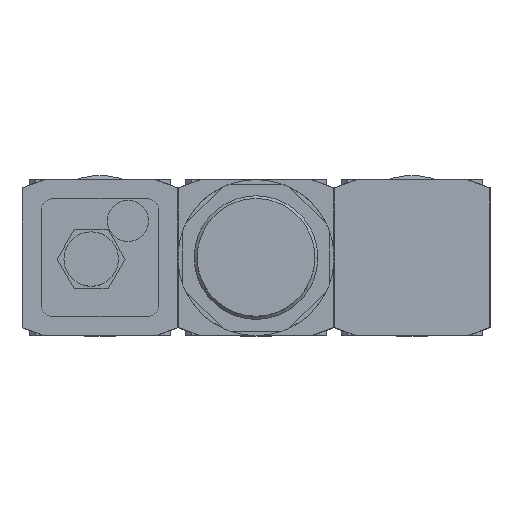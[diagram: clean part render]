
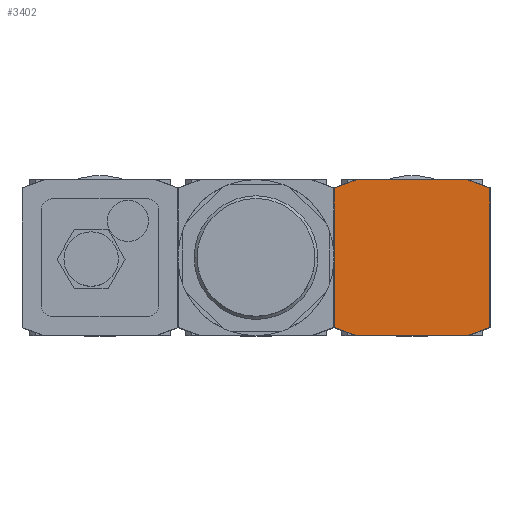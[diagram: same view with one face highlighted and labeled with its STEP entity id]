
A CAD part, top view. The second image highlights one B-rep face of the part: STEP entity #3402.
In plain terms, the highlighted planar face has unit normal (0, 0, 1).
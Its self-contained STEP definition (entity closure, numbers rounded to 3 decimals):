
#3331=CARTESIAN_POINT('',(0.,0.,49.));
#3332=DIRECTION('',(0.0,0.0,1.0));
#3333=DIRECTION('',(1.0,0.0,0.0));
#3334=AXIS2_PLACEMENT_3D('',#3331,#3332,#3333);
#3335=PLANE('',#3334);
#3336=CARTESIAN_POINT('',(-26.4,-23.7,49.));
#3337=VERTEX_POINT('',#3336);
#3338=CARTESIAN_POINT('',(-26.4,23.7,49.));
#3339=VERTEX_POINT('',#3338);
#3340=CARTESIAN_POINT('',(-26.4,-23.7,49.));
#3341=DIRECTION('',(0.0,1.0,0.0));
#3342=VECTOR('',#3341,47.4);
#3343=LINE('',#3340,#3342);
#3344=EDGE_CURVE('',#3337,#3339,#3343,.T.);
#3345=ORIENTED_EDGE('',*,*,#3344,.F.);
#3346=CARTESIAN_POINT('',(-18.982,-26.4,49.));
#3347=VERTEX_POINT('',#3346);
#3348=CARTESIAN_POINT('',(-18.982,-26.4,49.));
#3349=DIRECTION('',(-0.94,0.342,0.0));
#3350=VECTOR('',#3349,7.894);
#3351=LINE('',#3348,#3350);
#3352=EDGE_CURVE('',#3347,#3337,#3351,.T.);
#3353=ORIENTED_EDGE('',*,*,#3352,.F.);
#3354=CARTESIAN_POINT('',(18.982,-26.4,49.));
#3355=VERTEX_POINT('',#3354);
#3356=CARTESIAN_POINT('',(18.982,-26.4,49.));
#3357=DIRECTION('',(-1.0,0.0,0.0));
#3358=VECTOR('',#3357,37.965);
#3359=LINE('',#3356,#3358);
#3360=EDGE_CURVE('',#3355,#3347,#3359,.T.);
#3361=ORIENTED_EDGE('',*,*,#3360,.F.);
#3362=CARTESIAN_POINT('',(26.4,-23.7,49.));
#3363=VERTEX_POINT('',#3362);
#3364=CARTESIAN_POINT('',(26.4,-23.7,49.));
#3365=DIRECTION('',(-0.94,-0.342,0.0));
#3366=VECTOR('',#3365,7.894);
#3367=LINE('',#3364,#3366);
#3368=EDGE_CURVE('',#3363,#3355,#3367,.T.);
#3369=ORIENTED_EDGE('',*,*,#3368,.F.);
#3370=CARTESIAN_POINT('',(26.4,23.7,49.));
#3371=VERTEX_POINT('',#3370);
#3372=CARTESIAN_POINT('',(26.4,23.7,49.));
#3373=DIRECTION('',(0.0,-1.0,0.0));
#3374=VECTOR('',#3373,47.4);
#3375=LINE('',#3372,#3374);
#3376=EDGE_CURVE('',#3371,#3363,#3375,.T.);
#3377=ORIENTED_EDGE('',*,*,#3376,.F.);
#3378=CARTESIAN_POINT('',(18.982,26.4,49.));
#3379=VERTEX_POINT('',#3378);
#3380=CARTESIAN_POINT('',(18.982,26.4,49.));
#3381=DIRECTION('',(0.94,-0.342,0.0));
#3382=VECTOR('',#3381,7.894);
#3383=LINE('',#3380,#3382);
#3384=EDGE_CURVE('',#3379,#3371,#3383,.T.);
#3385=ORIENTED_EDGE('',*,*,#3384,.F.);
#3386=CARTESIAN_POINT('',(-18.982,26.4,49.));
#3387=VERTEX_POINT('',#3386);
#3388=CARTESIAN_POINT('',(-18.982,26.4,49.));
#3389=DIRECTION('',(1.0,0.0,0.0));
#3390=VECTOR('',#3389,37.965);
#3391=LINE('',#3388,#3390);
#3392=EDGE_CURVE('',#3387,#3379,#3391,.T.);
#3393=ORIENTED_EDGE('',*,*,#3392,.F.);
#3394=CARTESIAN_POINT('',(-26.4,23.7,49.));
#3395=DIRECTION('',(0.94,0.342,0.0));
#3396=VECTOR('',#3395,7.894);
#3397=LINE('',#3394,#3396);
#3398=EDGE_CURVE('',#3339,#3387,#3397,.T.);
#3399=ORIENTED_EDGE('',*,*,#3398,.F.);
#3400=EDGE_LOOP('',(#3345,#3353,#3361,#3369,#3377,#3385,#3393,#3399));
#3401=FACE_OUTER_BOUND('',#3400,.T.);
#3402=ADVANCED_FACE('',(#3401),#3335,.T.);
